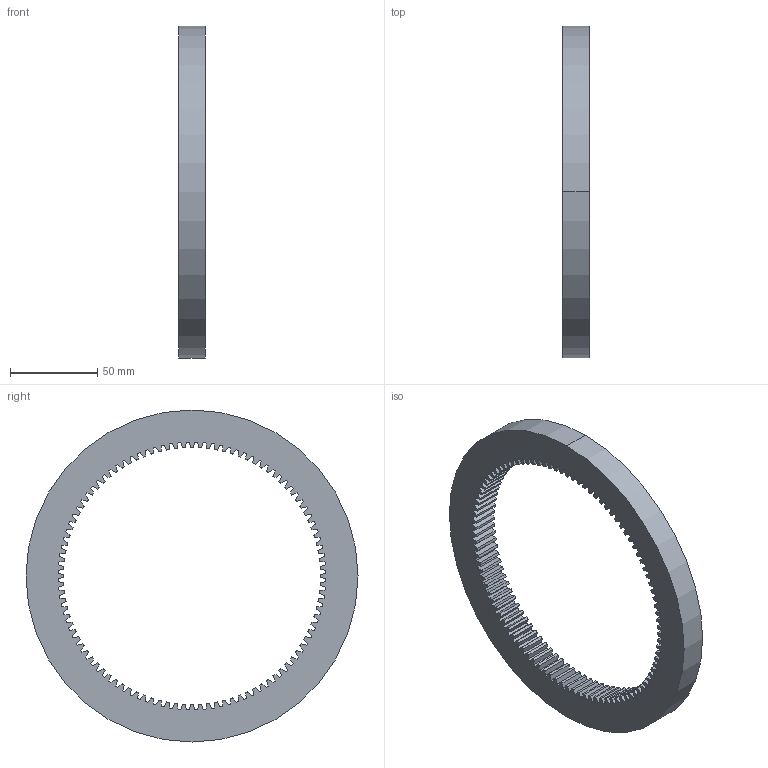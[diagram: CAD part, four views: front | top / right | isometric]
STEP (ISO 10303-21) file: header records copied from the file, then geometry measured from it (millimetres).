
FILE_DESCRIPTION( ( '' ), '1' );
FILE_NAME( 'artikel_nr___22841000.stp', '2007-11-06T14:23:56', ( '' ), ( '' ), ' ', ' ', ' ' );
FILE_SCHEMA( ( 'automotive_design' ) );
Length unit declared in the file: millimetre
Products named in the file (1): 1
Bounding box: 15 x 190 x 190 mm (x, y, z)
Volume: 159763.9 mm3; surface area: 44571.2 mm2
Topology: 1 solids, 1 shells, 404 faces, 1206 edges, 804 vertices
Faces by surface type: cylinder 202, plane 202
Entity records: 27004 total; most frequent: DIRECTION 2420, STYLED_ITEM 2415, PRESENTATION_STYLE_ASSIGNMENT 2415, CARTESIAN_POINT 2415, COLOUR_RGB 2415, ORIENTED_EDGE 2412, EDGE_CURVE 1206, CURVE_STYLE 1206
